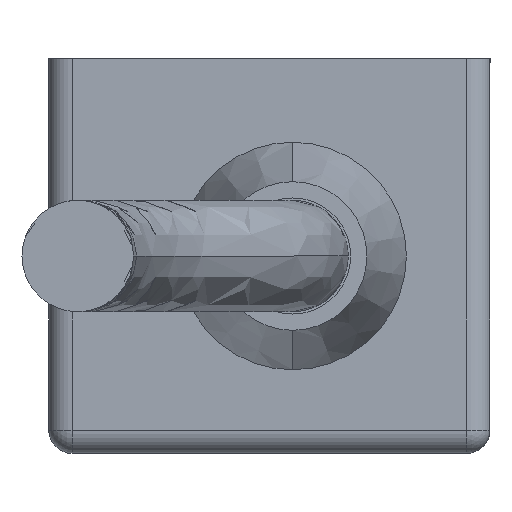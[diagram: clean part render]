
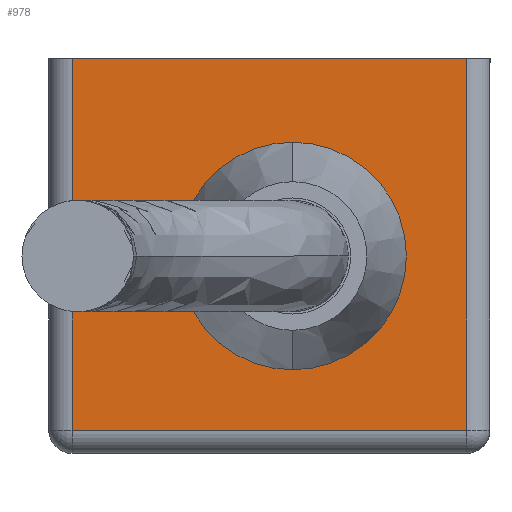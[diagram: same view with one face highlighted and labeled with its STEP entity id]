
A CAD part, left-side view. The second image highlights one B-rep face of the part: STEP entity #978.
In plain terms, the highlighted face is planar.
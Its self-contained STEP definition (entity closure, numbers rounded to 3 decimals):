
#758 = EDGE_CURVE ( 'NONE', #820, #821, #3307, .T. ) ;
#820 = VERTEX_POINT ( 'NONE', #3416 ) ;
#821 = VERTEX_POINT ( 'NONE', #3415 ) ;
#837 = EDGE_CURVE ( 'NONE', #898, #838, #3452, .T. ) ;
#838 = VERTEX_POINT ( 'NONE', #3440 ) ;
#898 = VERTEX_POINT ( 'NONE', #3625 ) ;
#913 = EDGE_CURVE ( 'NONE', #821, #820, #3641, .T. ) ;
#921 = EDGE_CURVE ( 'NONE', #838, #898, #3670, .T. ) ;
#922 = ORIENTED_EDGE ( 'NONE', *, *, #837, .F. ) ;
#923 = EDGE_LOOP ( 'NONE', ( #924, #928, #931, #990 ) ) ;
#924 = ORIENTED_EDGE ( 'NONE', *, *, #925, .T. ) ;
#925 = EDGE_CURVE ( 'NONE', #926, #927, #3722, .T. ) ;
#926 = VERTEX_POINT ( 'NONE', #3718 ) ;
#927 = VERTEX_POINT ( 'NONE', #3717 ) ;
#928 = ORIENTED_EDGE ( 'NONE', *, *, #929, .T. ) ;
#929 = EDGE_CURVE ( 'NONE', #927, #930, #3716, .T. ) ;
#930 = VERTEX_POINT ( 'NONE', #3712 ) ;
#931 = ORIENTED_EDGE ( 'NONE', *, *, #932, .T. ) ;
#932 = EDGE_CURVE ( 'NONE', #930, #933, #3711, .T. ) ;
#933 = VERTEX_POINT ( 'NONE', #3707 ) ;
#978 = ADVANCED_FACE ( 'NONE', ( #3827, #3826, #3825 ), #3871, .F. ) ;
#979 = EDGE_LOOP ( 'NONE', ( #980, #981 ) ) ;
#980 = ORIENTED_EDGE ( 'NONE', *, *, #758, .F. ) ;
#981 = ORIENTED_EDGE ( 'NONE', *, *, #913, .F. ) ;
#982 = EDGE_LOOP ( 'NONE', ( #983, #922 ) ) ;
#983 = ORIENTED_EDGE ( 'NONE', *, *, #921, .F. ) ;
#990 = ORIENTED_EDGE ( 'NONE', *, *, #991, .T. ) ;
#991 = EDGE_CURVE ( 'NONE', #933, #926, #3859, .T. ) ;
#3304 = DIRECTION ( 'NONE',  ( 0., 0., 1. ) ) ;
#3305 = DIRECTION ( 'NONE',  ( 1., 0., 0. ) ) ;
#3306 = AXIS2_PLACEMENT_3D ( 'NONE', #3312, #3305, #3304 ) ;
#3307 = CIRCLE ( 'NONE', #3306, 1.5 ) ;
#3312 = CARTESIAN_POINT ( 'NONE',  ( 82.5, 13.5, 8. ) ) ;
#3415 = CARTESIAN_POINT ( 'NONE',  ( 82.5, 13.5, 6.5 ) ) ;
#3416 = CARTESIAN_POINT ( 'NONE',  ( 82.5, 13.5, 9.5 ) ) ;
#3440 = CARTESIAN_POINT ( 'NONE',  ( 82.5, 8.5, 5.3 ) ) ;
#3441 = DIRECTION ( 'NONE',  ( 0., 0., -1. ) ) ;
#3442 = DIRECTION ( 'NONE',  ( 1., 0., 0. ) ) ;
#3443 = CARTESIAN_POINT ( 'NONE',  ( 82.5, 8.5, 8.5 ) ) ;
#3452 = CIRCLE ( 'NONE', #3454, 3.2 ) ;
#3454 = AXIS2_PLACEMENT_3D ( 'NONE', #3443, #3442, #3441 ) ;
#3625 = CARTESIAN_POINT ( 'NONE',  ( 82.5, 8.5, 11.7 ) ) ;
#3638 = DIRECTION ( 'NONE',  ( 0., 0., 1. ) ) ;
#3639 = DIRECTION ( 'NONE',  ( 1., 0., 0. ) ) ;
#3640 = AXIS2_PLACEMENT_3D ( 'NONE', #3646, #3639, #3638 ) ;
#3641 = CIRCLE ( 'NONE', #3640, 1.5 ) ;
#3646 = CARTESIAN_POINT ( 'NONE',  ( 82.5, 13.5, 8. ) ) ;
#3670 = CIRCLE ( 'NONE', #3726, 3.2 ) ;
#3707 = CARTESIAN_POINT ( 'NONE',  ( 82.5, 18., 0. ) ) ;
#3708 = DIRECTION ( 'NONE',  ( 0., 1., 0. ) ) ;
#3709 = VECTOR ( 'NONE', #3708, 1000. ) ;
#3710 = CARTESIAN_POINT ( 'NONE',  ( 82.5, 0., 0. ) ) ;
#3711 = LINE ( 'NONE', #3710, #3709 ) ;
#3712 = CARTESIAN_POINT ( 'NONE',  ( 82.5, 1., 0. ) ) ;
#3713 = DIRECTION ( 'NONE',  ( 0., 0., -1. ) ) ;
#3714 = VECTOR ( 'NONE', #3713, 1000. ) ;
#3715 = CARTESIAN_POINT ( 'NONE',  ( 82.5, 1., 17. ) ) ;
#3716 = LINE ( 'NONE', #3715, #3714 ) ;
#3717 = CARTESIAN_POINT ( 'NONE',  ( 82.5, 1., 16. ) ) ;
#3718 = CARTESIAN_POINT ( 'NONE',  ( 82.5, 18., 16. ) ) ;
#3719 = DIRECTION ( 'NONE',  ( 0., -1., 0. ) ) ;
#3720 = VECTOR ( 'NONE', #3719, 1000. ) ;
#3721 = CARTESIAN_POINT ( 'NONE',  ( 82.5, 0., 16. ) ) ;
#3722 = LINE ( 'NONE', #3721, #3720 ) ;
#3723 = DIRECTION ( 'NONE',  ( 0., 0., -1. ) ) ;
#3724 = DIRECTION ( 'NONE',  ( 1., 0., 0. ) ) ;
#3725 = CARTESIAN_POINT ( 'NONE',  ( 82.5, 8.5, 8.5 ) ) ;
#3726 = AXIS2_PLACEMENT_3D ( 'NONE', #3725, #3724, #3723 ) ;
#3825 = FACE_OUTER_BOUND ( 'NONE', #923, .T. ) ;
#3826 = FACE_BOUND ( 'NONE', #982, .T. ) ;
#3827 = FACE_BOUND ( 'NONE', #979, .T. ) ;
#3856 = DIRECTION ( 'NONE',  ( 0., 0., 1. ) ) ;
#3857 = VECTOR ( 'NONE', #3856, 1000. ) ;
#3858 = CARTESIAN_POINT ( 'NONE',  ( 82.5, 18., 17. ) ) ;
#3859 = LINE ( 'NONE', #3858, #3857 ) ;
#3867 = DIRECTION ( 'NONE',  ( 0., 0., 1. ) ) ;
#3868 = DIRECTION ( 'NONE',  ( -1., 0., 0. ) ) ;
#3869 = CARTESIAN_POINT ( 'NONE',  ( 82.5, 0., 17. ) ) ;
#3870 = AXIS2_PLACEMENT_3D ( 'NONE', #3869, #3868, #3867 ) ;
#3871 = PLANE ( 'NONE',  #3870 ) ;
